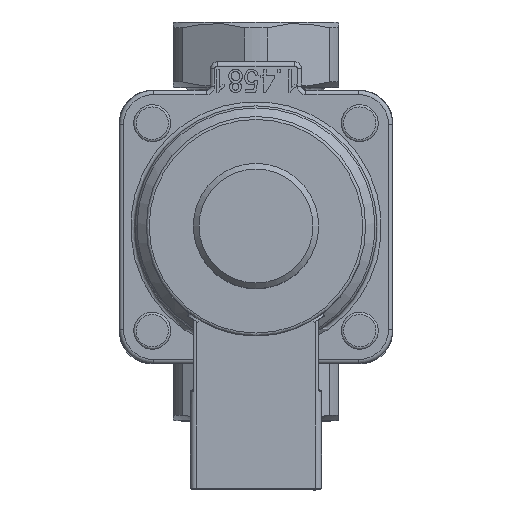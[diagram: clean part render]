
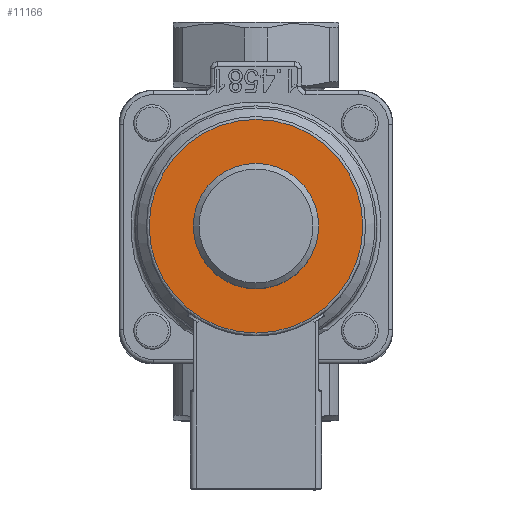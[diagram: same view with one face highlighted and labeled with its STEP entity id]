
A CAD part, top view. The second image highlights one B-rep face of the part: STEP entity #11166.
In plain terms, the highlighted planar face has unit normal (0, 0, 1).
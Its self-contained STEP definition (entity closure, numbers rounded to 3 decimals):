
#2312=PLANE('',#12208);
#2404=FACE_BOUND('',#3969,.T.);
#3227=FACE_OUTER_BOUND('',#3968,.T.);
#3968=EDGE_LOOP('',(#10187));
#3969=EDGE_LOOP('',(#10188));
#4048=CIRCLE('',#11248,22.);
#4460=CIRCLE('',#12209,37.5);
#4517=VERTEX_POINT('',#15250);
#5471=VERTEX_POINT('',#26500);
#5563=EDGE_CURVE('',#4517,#4517,#4048,.T.);
#7061=EDGE_CURVE('',#5471,#5471,#4460,.T.);
#10187=ORIENTED_EDGE('',*,*,#7061,.F.);
#10188=ORIENTED_EDGE('',*,*,#5563,.T.);
#11166=ADVANCED_FACE('',(#3227,#2404),#2312,.T.);
#11248=AXIS2_PLACEMENT_3D('',#15251,#12354,#12355);
#12208=AXIS2_PLACEMENT_3D('',#26499,#14913,#14914);
#12209=AXIS2_PLACEMENT_3D('',#26501,#14915,#14916);
#12354=DIRECTION('center_axis',(0.,0.,
-1.));
#12355=DIRECTION('ref_axis',(0.,1.,0.));
#14913=DIRECTION('center_axis',(0.,0.,
1.));
#14914=DIRECTION('ref_axis',(1.,0.,0.));
#14915=DIRECTION('center_axis',(0.,0.,
-1.));
#14916=DIRECTION('ref_axis',(1.,0.,0.));
#15250=CARTESIAN_POINT('',(0.,22.,206.2));
#15251=CARTESIAN_POINT('Origin',(0.,0.,
206.2));
#26499=CARTESIAN_POINT('Origin',(0.,0.,
206.2));
#26500=CARTESIAN_POINT('',(-37.5,0.,206.2));
#26501=CARTESIAN_POINT('Origin',(0.,0.,
206.2));
